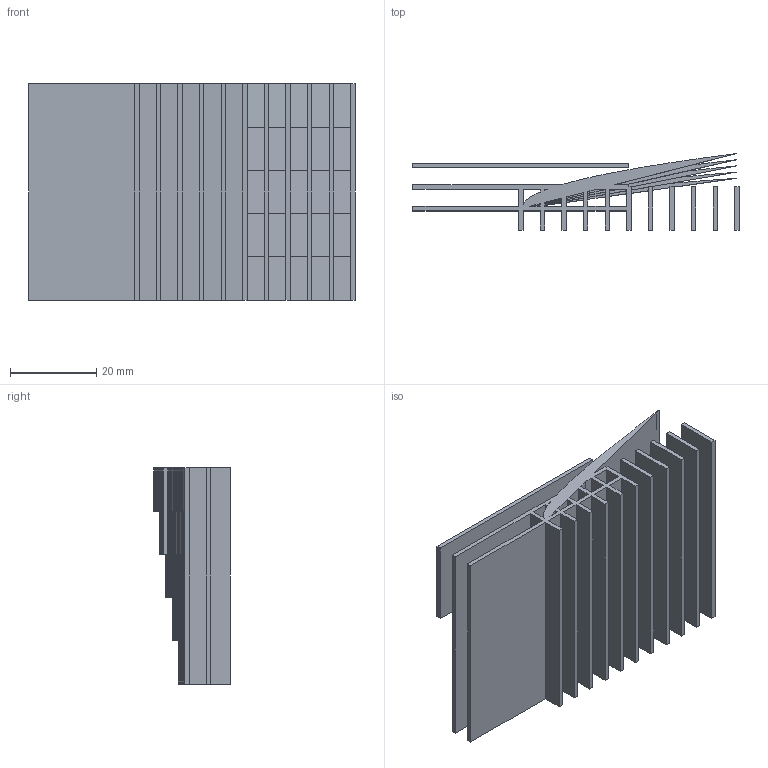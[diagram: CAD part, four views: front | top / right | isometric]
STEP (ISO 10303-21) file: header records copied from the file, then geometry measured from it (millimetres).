
FILE_DESCRIPTION(('Open CASCADE Model'),'2;1');
FILE_NAME('Open CASCADE Shape Model','2024-05-30T15:00:02',('Author'),( 'Open CASCADE'),'Open CASCADE STEP processor 7.7','Open CASCADE 7.7' ,'Unknown');
FILE_SCHEMA(('AUTOMOTIVE_DESIGN { 1 0 10303 214 1 1 1 1 }'));
Length unit declared in the file: millimetre
Products named in the file (6): Open CASCADE STEP translator 7.7 76; Open CASCADE STEP translator 7.7 76.1; Open CASCADE STEP translator 7.7 76.2; Open CASCADE STEP translator 7.7 76.3; Open CASCADE STEP translator 7.7 76.4; Open CASCADE STEP translator 7.7 76.5
Assembly tree (5 placements, depth 2):
  Open CASCADE STEP translator 7.7 76
    Open CASCADE STEP translator 7.7 76.1
    Open CASCADE STEP translator 7.7 76.2
    Open CASCADE STEP translator 7.7 76.3
    Open CASCADE STEP translator 7.7 76.4
    Open CASCADE STEP translator 7.7 76.5
Bounding box: 75.5 x 17.73 x 50 mm (x, y, z)
Volume: 14382.1 mm3; surface area: 25846.4 mm2
Topology: 5 solids, 5 shells, 395 faces, 1145 edges, 762 vertices
Faces by surface type: plane 395
Entity records: 27637 total; most frequent: CARTESIAN_POINT 4693, DIRECTION 4142, LINE 3340, VECTOR 3340, ORIENTED_EDGE 2290, PCURVE 2290, DEFINITIONAL_REPRESENTATION 2290, EDGE_CURVE 1145
